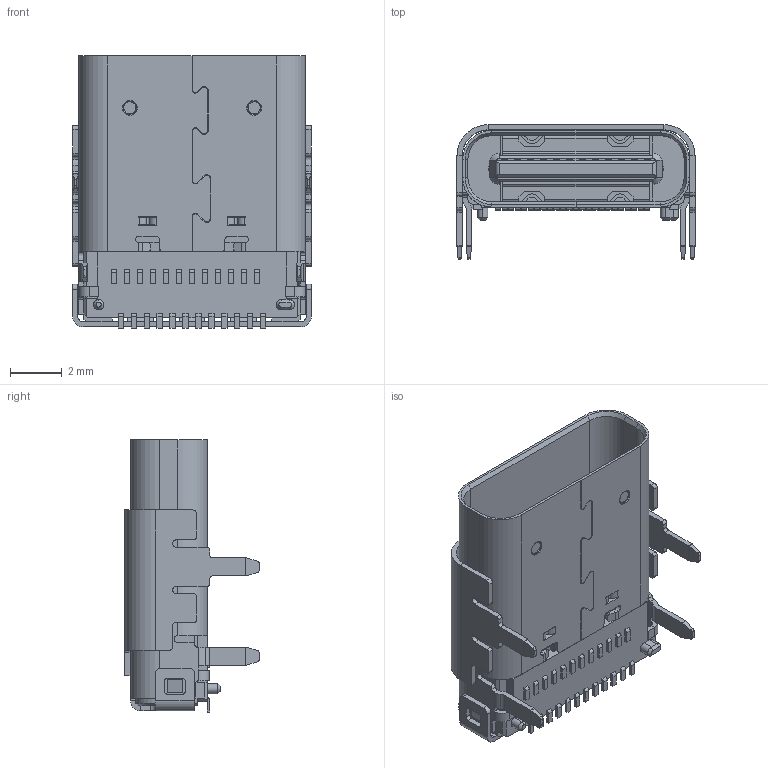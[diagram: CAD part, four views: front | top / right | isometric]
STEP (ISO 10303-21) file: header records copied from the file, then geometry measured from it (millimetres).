
FILE_DESCRIPTION (( 'STEP AP214' ), '1' );
FILE_NAME ('12401826E412A.STEP', '2023-05-19T02:18:56', ( '' ), ( '' ), 'SwSTEP 2.0', 'SolidWorks 2021', '' );
FILE_SCHEMA (( 'AUTOMOTIVE_DESIGN' ));
Length unit declared in the file: millimetre
Products named in the file (1): 12401826E412A
Bounding box: 9.2 x 5.18 x 10.49 mm (x, y, z)
Volume: 166.5 mm3; surface area: 896.7 mm2
Topology: 55 solids, 55 shells, 1001 faces, 2495 edges, 1608 vertices
Faces by surface type: plane 702, cylinder 269, torus 16, cone 14
Entity records: 30057 total; most frequent: CARTESIAN_POINT 5213, DIRECTION 5027, ORIENTED_EDGE 4990, EDGE_CURVE 2495, VECTOR 1895, LINE 1895, VERTEX_POINT 1608, AXIS2_PLACEMENT_3D 1566
